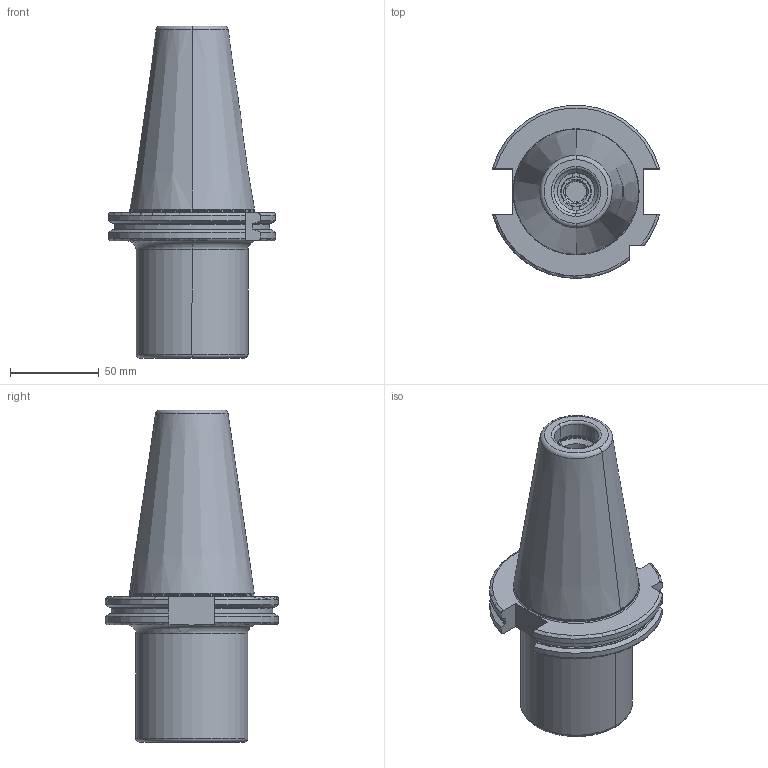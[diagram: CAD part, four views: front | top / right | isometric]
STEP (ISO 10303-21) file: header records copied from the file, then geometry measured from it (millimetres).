
FILE_DESCRIPTION((''),'2;1');
FILE_NAME('502_08_04A','2020-09-26T',('104091'),(''),'CREO PARAMETRIC BY PTC INC, 2016260','CREO PARAMETRIC BY PTC INC, 2016260','');
FILE_SCHEMA(('CONFIG_CONTROL_DESIGN'));
Length unit declared in the file: millimetre
Products named in the file (1): 502_08_04A
Bounding box: 94.05 x 97.31 x 186.75 mm (x, y, z)
Volume: 466371.3 mm3; surface area: 66579.5 mm2
Topology: 1 solids, 1 shells, 184 faces, 446 edges, 276 vertices
Faces by surface type: plane 63, cone 44, cylinder 43, torus 34
Entity records: 5776 total; most frequent: CARTESIAN_POINT 1413, DIRECTION 941, ORIENTED_EDGE 888, EDGE_CURVE 444, AXIS2_PLACEMENT_3D 381, VERTEX_POINT 276, EDGE_LOOP 198, CIRCLE 194
